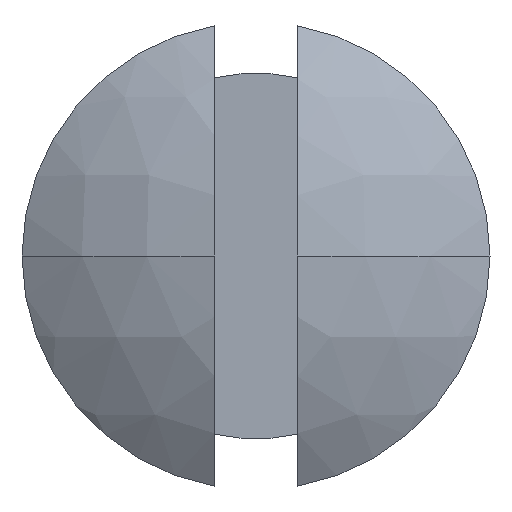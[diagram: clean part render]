
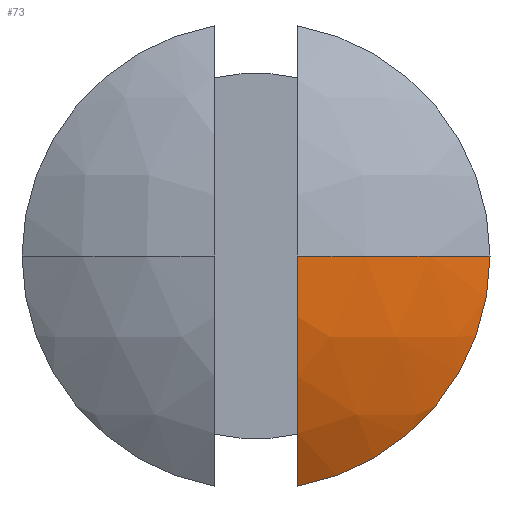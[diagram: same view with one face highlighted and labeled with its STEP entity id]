
A CAD part, left-side view. The second image highlights one B-rep face of the part: STEP entity #73.
In plain terms, the highlighted spherical face has radius 3.966 mm.
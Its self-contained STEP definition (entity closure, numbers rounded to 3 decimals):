
#19 = DIRECTION ( 'NONE',  ( 0., 0., -1. ) ) ;
#65 = VERTEX_POINT ( 'NONE', #2203 ) ;
#73 = ADVANCED_FACE ( 'NONE', ( #2235 ), #1329, .T. ) ;
#158 = CARTESIAN_POINT ( 'NONE',  ( 3.966, -0.4, 0. ) ) ;
#272 = AXIS2_PLACEMENT_3D ( 'NONE', #158, #1935, #605 ) ;
#285 = ORIENTED_EDGE ( 'NONE', *, *, #1856, .F. ) ;
#388 = ORIENTED_EDGE ( 'NONE', *, *, #2276, .T. ) ;
#504 = CIRCLE ( 'NONE', #1012, 2.25 ) ;
#533 = EDGE_LOOP ( 'NONE', ( #940, #388, #285 ) ) ;
#541 = CIRCLE ( 'NONE', #1698, 3.966 ) ;
#605 = DIRECTION ( 'NONE',  ( 0., 0., 1. ) ) ;
#684 = CIRCLE ( 'NONE', #272, 3.946 ) ;
#940 = ORIENTED_EDGE ( 'NONE', *, *, #2492, .T. ) ;
#974 = CARTESIAN_POINT ( 'NONE',  ( 0.7, -2.25, 0. ) ) ;
#1012 = AXIS2_PLACEMENT_3D ( 'NONE', #2390, #2563, #2825 ) ;
#1314 = DIRECTION ( 'NONE',  ( 0., 1., 0. ) ) ;
#1329 = SPHERICAL_SURFACE ( 'NONE', #2853, 3.966 ) ;
#1401 = DIRECTION ( 'NONE',  ( 0., 0., -1. ) ) ;
#1426 = CARTESIAN_POINT ( 'NONE',  ( 3.966, 0., 0. ) ) ;
#1632 = VERTEX_POINT ( 'NONE', #2468 ) ;
#1697 = VERTEX_POINT ( 'NONE', #974 ) ;
#1698 = AXIS2_PLACEMENT_3D ( 'NONE', #1426, #1401, #2520 ) ;
#1856 = EDGE_CURVE ( 'NONE', #1632, #65, #684, .T. ) ;
#1935 = DIRECTION ( 'NONE',  ( 0., 1., 0. ) ) ;
#2203 = CARTESIAN_POINT ( 'NONE',  ( 0.02, -0.4, 0. ) ) ;
#2235 = FACE_OUTER_BOUND ( 'NONE', #533, .T. ) ;
#2276 = EDGE_CURVE ( 'NONE', #1697, #65, #541, .T. ) ;
#2390 = CARTESIAN_POINT ( 'NONE',  ( 0.7, 0., 0. ) ) ;
#2436 = CARTESIAN_POINT ( 'NONE',  ( 3.966, 0., 0. ) ) ;
#2468 = CARTESIAN_POINT ( 'NONE',  ( 0.7, -0.4, -2.214 ) ) ;
#2492 = EDGE_CURVE ( 'NONE', #1632, #1697, #504, .T. ) ;
#2520 = DIRECTION ( 'NONE',  ( 0., 1., 0. ) ) ;
#2563 = DIRECTION ( 'NONE',  ( -1., 0., 0. ) ) ;
#2825 = DIRECTION ( 'NONE',  ( 0., -1., 0. ) ) ;
#2853 = AXIS2_PLACEMENT_3D ( 'NONE', #2436, #19, #1314 ) ;
